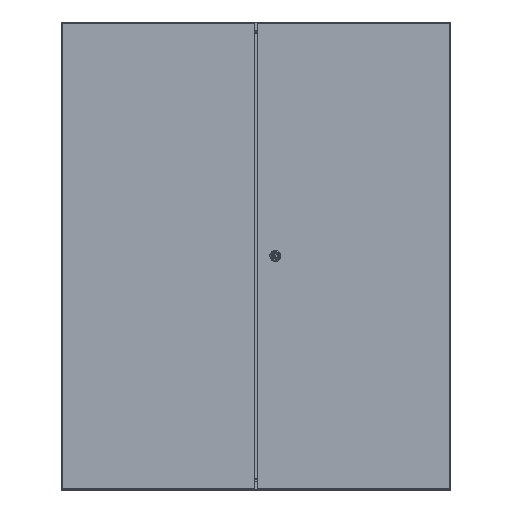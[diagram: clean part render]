
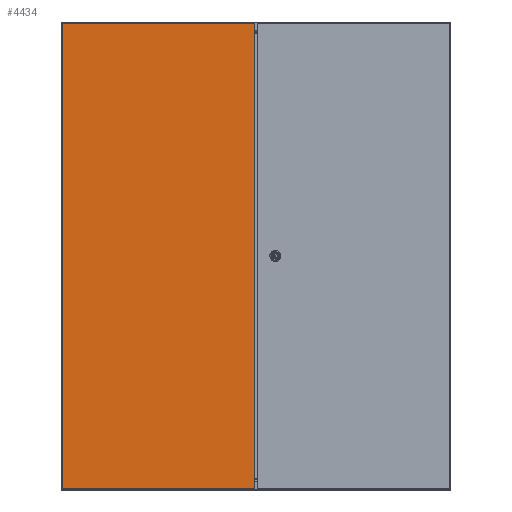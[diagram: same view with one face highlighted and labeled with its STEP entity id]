
A CAD part, top view. The second image highlights one B-rep face of the part: STEP entity #4434.
In plain terms, the highlighted planar face has unit normal (0, 0, 1).
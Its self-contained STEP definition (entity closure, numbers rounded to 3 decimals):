
#234 = EDGE_CURVE ( 'NONE', #42218, #52003, #72741, .T. ) ;
#2181 = CARTESIAN_POINT ( 'NONE',  ( 497., 3., 17.5 ) ) ;
#4030 = VERTEX_POINT ( 'NONE', #65862 ) ;
#4122 = DIRECTION ( 'NONE',  ( 1., 0., 0. ) ) ;
#4434 = ADVANCED_FACE ( 'NONE', ( #17558 ), #36499, .T. ) ;
#10667 = CARTESIAN_POINT ( 'NONE',  ( 497., 1197., 17.5 ) ) ;
#10724 = DIRECTION ( 'NONE',  ( 1., 0., 0. ) ) ;
#11122 = LINE ( 'NONE', #10667, #64478 ) ;
#11488 = CARTESIAN_POINT ( 'NONE',  ( 497., 1197., 17.5 ) ) ;
#16430 = ORIENTED_EDGE ( 'NONE', *, *, #234, .T. ) ;
#17558 = FACE_OUTER_BOUND ( 'NONE', #26541, .T. ) ;
#17844 = LINE ( 'NONE', #60437, #56105 ) ;
#19880 = VERTEX_POINT ( 'NONE', #2181 ) ;
#23232 = DIRECTION ( 'NONE',  ( 0., -1., 0. ) ) ;
#26541 = EDGE_LOOP ( 'NONE', ( #48697, #43602, #75493, #16430 ) ) ;
#27223 = CARTESIAN_POINT ( 'NONE',  ( 2.5, 1197., 17.5 ) ) ;
#27615 = EDGE_CURVE ( 'NONE', #52003, #4030, #50324, .T. ) ;
#28643 = VECTOR ( 'NONE', #38006, 1000. ) ;
#36499 = PLANE ( 'NONE',  #65011 ) ;
#38006 = DIRECTION ( 'NONE',  ( -1., 0., 0. ) ) ;
#38451 = CARTESIAN_POINT ( 'NONE',  ( 2.5, 1197., 17.5 ) ) ;
#39030 = DIRECTION ( 'NONE',  ( 0., 1., 0. ) ) ;
#42218 = VERTEX_POINT ( 'NONE', #11488 ) ;
#43602 = ORIENTED_EDGE ( 'NONE', *, *, #48519, .T. ) ;
#48519 = EDGE_CURVE ( 'NONE', #4030, #19880, #17844, .T. ) ;
#48697 = ORIENTED_EDGE ( 'NONE', *, *, #27615, .T. ) ;
#50324 = LINE ( 'NONE', #86861, #57014 ) ;
#52003 = VERTEX_POINT ( 'NONE', #27223 ) ;
#52413 = CARTESIAN_POINT ( 'NONE',  ( 0., 0., 17.5 ) ) ;
#56105 = VECTOR ( 'NONE', #4122, 1000. ) ;
#57014 = VECTOR ( 'NONE', #23232, 1000. ) ;
#60437 = CARTESIAN_POINT ( 'NONE',  ( 2.5, 3., 17.5 ) ) ;
#64478 = VECTOR ( 'NONE', #39030, 1000. ) ;
#65011 = AXIS2_PLACEMENT_3D ( 'NONE', #52413, #87153, #10724 ) ;
#65862 = CARTESIAN_POINT ( 'NONE',  ( 2.5, 3., 17.5 ) ) ;
#72741 = LINE ( 'NONE', #38451, #28643 ) ;
#75493 = ORIENTED_EDGE ( 'NONE', *, *, #85771, .T. ) ;
#85771 = EDGE_CURVE ( 'NONE', #19880, #42218, #11122, .T. ) ;
#86861 = CARTESIAN_POINT ( 'NONE',  ( 2.5, 1197., 17.5 ) ) ;
#87153 = DIRECTION ( 'NONE',  ( 0., 0., 1. ) ) ;
